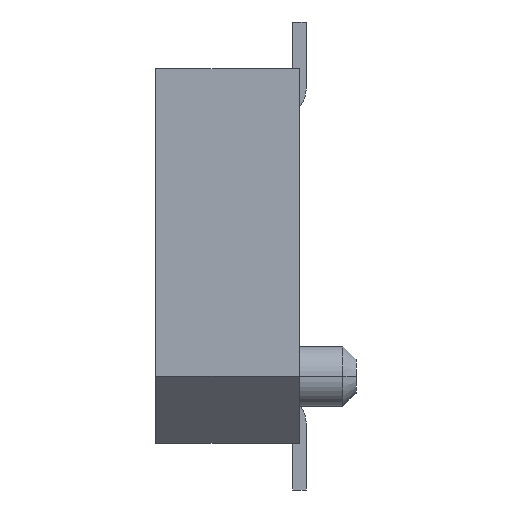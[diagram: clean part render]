
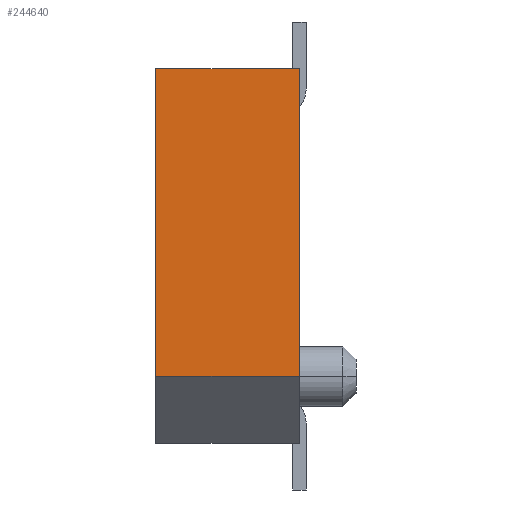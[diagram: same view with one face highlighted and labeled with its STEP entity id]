
A CAD part, left-side view. The second image highlights one B-rep face of the part: STEP entity #244640.
In plain terms, the highlighted planar face has unit normal (-1, 0, 0).
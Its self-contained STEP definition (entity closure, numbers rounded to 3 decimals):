
#243950=CARTESIAN_POINT('',(0.,0.,2.8));
#243960=VERTEX_POINT('',#243950);
#243990=CARTESIAN_POINT('',(0.,0.,2.8));
#244000=DIRECTION('',(0.,1.,0.));
#244010=VECTOR('',#244000,1.);
#244020=LINE('',#243990,#244010);
#244030=CARTESIAN_POINT('',(0.,2.15,2.8));
#244040=VERTEX_POINT('',#244030);
#244050=EDGE_CURVE('',#243960,#244040,#244020,.T.);
#244340=CARTESIAN_POINT('',(0.,1.075,0.25));
#244350=DIRECTION('',(-1.,0.,0.));
#244360=DIRECTION('',(0.,0.,1.));
#244370=AXIS2_PLACEMENT_3D('',#244340,#244350,#244360);
#244380=PLANE('',#244370);
#244390=CARTESIAN_POINT('',(0.,2.15,0.));
#244400=DIRECTION('',(0.,0.,1.));
#244410=VECTOR('',#244400,1.);
#244420=LINE('',#244390,#244410);
#244430=CARTESIAN_POINT('',(0.,2.15,-1.8));
#244440=VERTEX_POINT('',#244430);
#244450=EDGE_CURVE('',#244440,#244040,#244420,.T.);
#244460=ORIENTED_EDGE('',*,*,#244450,.F.);
#244470=ORIENTED_EDGE('',*,*,#244050,.T.);
#244480=CARTESIAN_POINT('',(0.,0.,0.));
#244490=DIRECTION('',(0.,0.,-1.));
#244500=VECTOR('',#244490,1.);
#244510=LINE('',#244480,#244500);
#244520=CARTESIAN_POINT('',(0.,0.,-1.8));
#244530=VERTEX_POINT('',#244520);
#244540=EDGE_CURVE('',#243960,#244530,#244510,.T.);
#244550=ORIENTED_EDGE('',*,*,#244540,.F.);
#244560=CARTESIAN_POINT('',(0.,0.,-1.8));
#244570=DIRECTION('',(0.,-1.,0.));
#244580=VECTOR('',#244570,1.);
#244590=LINE('',#244560,#244580);
#244600=EDGE_CURVE('',#244440,#244530,#244590,.T.);
#244610=ORIENTED_EDGE('',*,*,#244600,.T.);
#244620=EDGE_LOOP('',(#244610,#244550,#244470,#244460));
#244630=FACE_OUTER_BOUND('',#244620,.T.);
#244640=ADVANCED_FACE('',(#244630),#244380,.T.);
